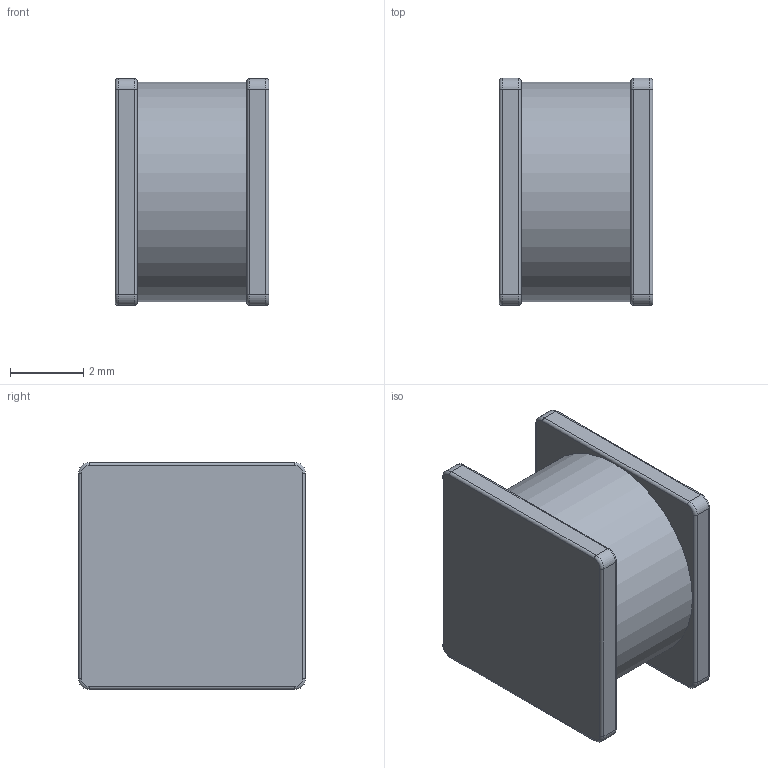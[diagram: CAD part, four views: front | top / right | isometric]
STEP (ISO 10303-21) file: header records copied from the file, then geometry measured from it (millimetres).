
FILE_DESCRIPTION(/* description */ (''),/* implementation_level */ '2;1');
FILE_NAME(/* name */ 'GDT-2093-300-SM-RPLF.stp',/* time_stamp */ '2025-01-11T02:02:46+01:00',/* author */ ('remi.decoster'),/* organization */ ('Bourns, Inc.'),/* preprocessor_version */ 'ST-DEVELOPER v18.1',/* originating_system */ 'Autodesk Inventor 2021',/* authorisation */ '');
FILE_SCHEMA (('CONFIG_CONTROL_DESIGN'));
Length unit declared in the file: millimetre
Products named in the file (1): GDT-2093-300-SM-RPLF
Bounding box: 4.2 x 6.2 x 6.2 mm (x, y, z)
Volume: 130.7 mm3; surface area: 179.2 mm2
Topology: 1 solids, 1 shells, 53 faces, 115 edges, 66 vertices
Faces by surface type: cylinder 25, torus 16, plane 12
Full cylindrical faces by diameter (mm): 6 x1
Entity records: 1551 total; most frequent: DIRECTION 289, CARTESIAN_POINT 235, ORIENTED_EDGE 230, AXIS2_PLACEMENT_3D 120, EDGE_CURVE 115, CIRCLE 66, VERTEX_POINT 66, EDGE_LOOP 55
